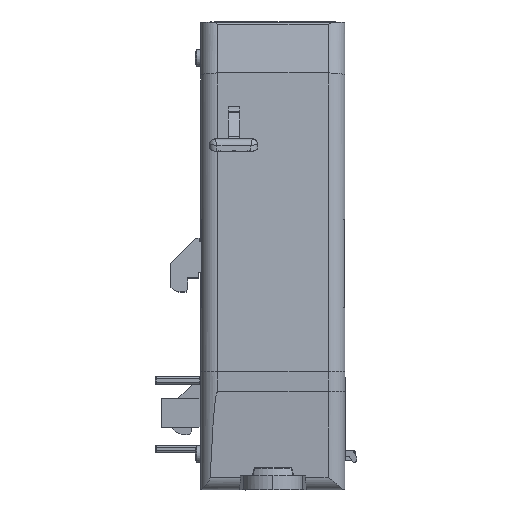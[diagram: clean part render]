
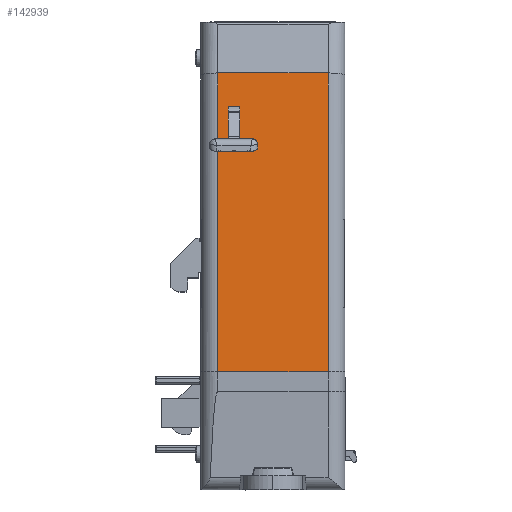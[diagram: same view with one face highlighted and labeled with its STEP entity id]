
A CAD part, front view. The second image highlights one B-rep face of the part: STEP entity #142939.
In plain terms, the highlighted planar face has unit normal (0, -0.999, 0.044).
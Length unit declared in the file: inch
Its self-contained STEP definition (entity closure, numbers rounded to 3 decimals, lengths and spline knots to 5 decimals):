
#790 = LINE ( 'NONE', #26494, #160815 ) ;
#7374 = DIRECTION ( 'NONE',  ( -1., 0., 0. ) ) ;
#8945 = VERTEX_POINT ( 'NONE', #42007 ) ;
#15509 = CARTESIAN_POINT ( 'NONE',  ( -0.13567, -1.74776, -0.49051 ) ) ;
#16050 = DIRECTION ( 'NONE',  ( 0., 0.044, 0.999 ) ) ;
#19078 = VERTEX_POINT ( 'NONE', #103202 ) ;
#19524 = EDGE_CURVE ( 'NONE', #36720, #37465, #34296, .T. ) ;
#21085 = PLANE ( 'NONE',  #162136 ) ;
#26494 = CARTESIAN_POINT ( 'NONE',  ( 0.63541, -1.75976, -0.76539 ) ) ;
#29582 = VERTEX_POINT ( 'NONE', #53346 ) ;
#29805 = ORIENTED_EDGE ( 'NONE', *, *, #118007, .T. ) ;
#34296 = LINE ( 'NONE', #73211, #36803 ) ;
#35971 = CARTESIAN_POINT ( 'NONE',  ( -0.09629, -1.74776, -0.49051 ) ) ;
#36720 = VERTEX_POINT ( 'NONE', #35971 ) ;
#36803 = VECTOR ( 'NONE', #88242, 39.37008 ) ;
#37465 = VERTEX_POINT ( 'NONE', #161272 ) ;
#39903 = ORIENTED_EDGE ( 'NONE', *, *, #167123, .T. ) ;
#42007 = CARTESIAN_POINT ( 'NONE',  ( -0.24746, -1.73772, -0.26054 ) ) ;
#42795 = CARTESIAN_POINT ( 'NONE',  ( -0.17505, -1.75976, -0.76539 ) ) ;
#46477 = CARTESIAN_POINT ( 'NONE',  ( -0.17505, -1.92586, -4.56957 ) ) ;
#49368 = CARTESIAN_POINT ( 'NONE',  ( 0.51828, -1.82827, -2.33452 ) ) ;
#53346 = CARTESIAN_POINT ( 'NONE',  ( 0.51828, -1.73772, -0.26054 ) ) ;
#54011 = VERTEX_POINT ( 'NONE', #42795 ) ;
#57214 = ORIENTED_EDGE ( 'NONE', *, *, #95991, .F. ) ;
#58759 = FACE_BOUND ( 'NONE', #119467, .T. ) ;
#65332 = EDGE_CURVE ( 'NONE', #54011, #37465, #790, .T. ) ;
#65610 = VERTEX_POINT ( 'NONE', #49368 ) ;
#73211 = CARTESIAN_POINT ( 'NONE',  ( -0.09629, -1.92586, -4.56957 ) ) ;
#73264 = ORIENTED_EDGE ( 'NONE', *, *, #19524, .T. ) ;
#73354 = FACE_OUTER_BOUND ( 'NONE', #160642, .T. ) ;
#74313 = EDGE_CURVE ( 'NONE', #65610, #19078, #162352, .T. ) ;
#76666 = LINE ( 'NONE', #15509, #105850 ) ;
#81520 = DIRECTION ( 'NONE',  ( 0., -0.044, -0.999 ) ) ;
#86533 = EDGE_CURVE ( 'NONE', #29582, #8945, #127723, .T. ) ;
#87576 = DIRECTION ( 'NONE',  ( 0., 0.044, 0.999 ) ) ;
#88242 = DIRECTION ( 'NONE',  ( 0., -0.044, -0.999 ) ) ;
#88985 = VECTOR ( 'NONE', #7374, 39.37008 ) ;
#93302 = CARTESIAN_POINT ( 'NONE',  ( -0.24746, -1.82827, -2.33452 ) ) ;
#95991 = EDGE_CURVE ( 'NONE', #36720, #186396, #76666, .T. ) ;
#97117 = VECTOR ( 'NONE', #109545, 39.37008 ) ;
#101797 = DIRECTION ( 'NONE',  ( 1., 0., 0. ) ) ;
#103202 = CARTESIAN_POINT ( 'NONE',  ( -0.24746, -1.82827, -2.33452 ) ) ;
#105850 = VECTOR ( 'NONE', #122659, 39.37008 ) ;
#109104 = VECTOR ( 'NONE', #124716, 39.37008 ) ;
#109545 = DIRECTION ( 'NONE',  ( 0., -0.044, -0.999 ) ) ;
#115235 = EDGE_CURVE ( 'NONE', #54011, #186396, #199602, .T. ) ;
#118007 = EDGE_CURVE ( 'NONE', #8945, #19078, #179498, .T. ) ;
#119467 = EDGE_LOOP ( 'NONE', ( #57214, #73264, #175087, #169312 ) ) ;
#122659 = DIRECTION ( 'NONE',  ( -1., 0., 0. ) ) ;
#124716 = DIRECTION ( 'NONE',  ( -1., 0., 0. ) ) ;
#126698 = CARTESIAN_POINT ( 'NONE',  ( 0.63541, -1.82827, -2.33452 ) ) ;
#127710 = ORIENTED_EDGE ( 'NONE', *, *, #74313, .F. ) ;
#127723 = LINE ( 'NONE', #160515, #88985 ) ;
#142939 = ADVANCED_FACE ( 'NONE', ( #73354, #58759 ), #21085, .T. ) ;
#143356 = CARTESIAN_POINT ( 'NONE',  ( -0.17505, -1.74776, -0.49051 ) ) ;
#160515 = CARTESIAN_POINT ( 'NONE',  ( 0.63541, -1.73772, -0.26054 ) ) ;
#160642 = EDGE_LOOP ( 'NONE', ( #127710, #39903, #179121, #29805 ) ) ;
#160815 = VECTOR ( 'NONE', #101797, 39.37008 ) ;
#161272 = CARTESIAN_POINT ( 'NONE',  ( -0.09629, -1.75976, -0.76539 ) ) ;
#162136 = AXIS2_PLACEMENT_3D ( 'NONE', #190489, #191141, #81520 ) ;
#162352 = LINE ( 'NONE', #126698, #109104 ) ;
#167123 = EDGE_CURVE ( 'NONE', #65610, #29582, #187883, .T. ) ;
#169312 = ORIENTED_EDGE ( 'NONE', *, *, #115235, .T. ) ;
#175087 = ORIENTED_EDGE ( 'NONE', *, *, #65332, .F. ) ;
#177747 = VECTOR ( 'NONE', #16050, 39.37008 ) ;
#179121 = ORIENTED_EDGE ( 'NONE', *, *, #86533, .T. ) ;
#179498 = LINE ( 'NONE', #93302, #97117 ) ;
#180299 = CARTESIAN_POINT ( 'NONE',  ( 0.51828, -1.92586, -4.56957 ) ) ;
#185395 = VECTOR ( 'NONE', #87576, 39.37008 ) ;
#186396 = VERTEX_POINT ( 'NONE', #143356 ) ;
#187883 = LINE ( 'NONE', #180299, #185395 ) ;
#190489 = CARTESIAN_POINT ( 'NONE',  ( 0.63541, -1.92586, -4.56957 ) ) ;
#191141 = DIRECTION ( 'NONE',  ( 0., -0.999, 0.044 ) ) ;
#199602 = LINE ( 'NONE', #46477, #177747 ) ;
